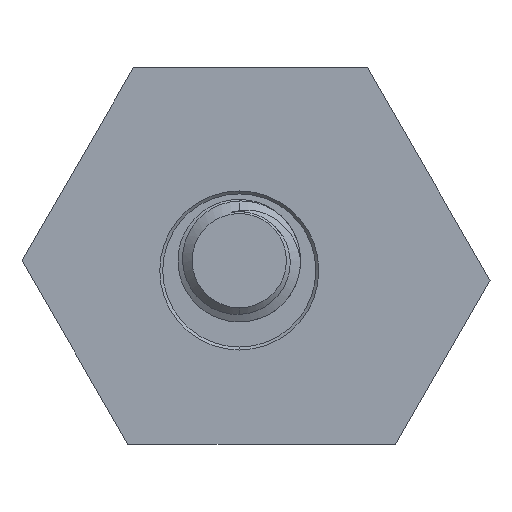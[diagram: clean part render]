
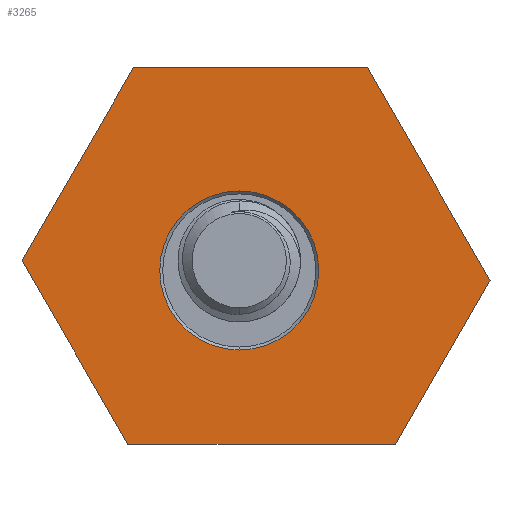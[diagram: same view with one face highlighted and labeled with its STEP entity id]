
A CAD part, front view. The second image highlights one B-rep face of the part: STEP entity #3265.
In plain terms, the highlighted planar face has unit normal (0, -1, 0).
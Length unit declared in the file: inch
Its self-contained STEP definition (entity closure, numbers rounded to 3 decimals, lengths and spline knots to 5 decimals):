
#114 = DIRECTION ( 'NONE',  ( 0., 0., -1. ) ) ;
#260 = DIRECTION ( 'NONE',  ( 0.5, 0., -0.866 ) ) ;
#364 = ORIENTED_EDGE ( 'NONE', *, *, #4585, .F. ) ;
#452 = AXIS2_PLACEMENT_3D ( 'NONE', #6202, #6155, #114 ) ;
#634 = VERTEX_POINT ( 'NONE', #4801 ) ;
#738 = CARTESIAN_POINT ( 'NONE',  ( -0.45461, 0., -0.70866 ) ) ;
#768 = EDGE_LOOP ( 'NONE', ( #8608, #7197 ) ) ;
#1033 = CARTESIAN_POINT ( 'NONE',  ( 0., 0., -0.3245 ) ) ;
#1103 = DIRECTION ( 'NONE',  ( -1., 0., 0. ) ) ;
#1134 = CARTESIAN_POINT ( 'NONE',  ( -0.88648, 0., 0.03937 ) ) ;
#1288 = EDGE_CURVE ( 'NONE', #8620, #2498, #4779, .T. ) ;
#1345 = ORIENTED_EDGE ( 'NONE', *, *, #8534, .F. ) ;
#1403 = DIRECTION ( 'NONE',  ( -0.5, 0., 0.866 ) ) ;
#1716 = ORIENTED_EDGE ( 'NONE', *, *, #5987, .F. ) ;
#2093 = EDGE_CURVE ( 'NONE', #5510, #634, #8351, .T. ) ;
#2127 = CARTESIAN_POINT ( 'NONE',  ( -0.43188, 0., 0.82677 ) ) ;
#2217 = AXIS2_PLACEMENT_3D ( 'NONE', #9314, #6273, #6934 ) ;
#2375 = VERTEX_POINT ( 'NONE', #1134 ) ;
#2377 = VECTOR ( 'NONE', #3735, 39.37008 ) ;
#2434 = LINE ( 'NONE', #7905, #4611 ) ;
#2465 = DIRECTION ( 'NONE',  ( 0., 0., -1. ) ) ;
#2476 = CARTESIAN_POINT ( 'NONE',  ( -0.45461, 0., -0.70866 ) ) ;
#2498 = VERTEX_POINT ( 'NONE', #738 ) ;
#2792 = CARTESIAN_POINT ( 'NONE',  ( 0.63645, 0., -0.70866 ) ) ;
#3265 = ADVANCED_FACE ( 'NONE', ( #7782, #3971 ), #6278, .T. ) ;
#3393 = ORIENTED_EDGE ( 'NONE', *, *, #6185, .F. ) ;
#3735 = DIRECTION ( 'NONE',  ( 0.5, 0., 0.866 ) ) ;
#3822 = CIRCLE ( 'NONE', #2217, 0.3245 ) ;
#3872 = DIRECTION ( 'NONE',  ( 0., -1., 0. ) ) ;
#3950 = VECTOR ( 'NONE', #9149, 39.37008 ) ;
#3971 = FACE_OUTER_BOUND ( 'NONE', #9456, .T. ) ;
#4071 = CARTESIAN_POINT ( 'NONE',  ( 1.02286, 0., -0.03937 ) ) ;
#4120 = LINE ( 'NONE', #7190, #7029 ) ;
#4385 = CARTESIAN_POINT ( 'NONE',  ( 0., 0., 0.3245 ) ) ;
#4403 = ORIENTED_EDGE ( 'NONE', *, *, #2093, .F. ) ;
#4489 = LINE ( 'NONE', #2127, #2377 ) ;
#4579 = CARTESIAN_POINT ( 'NONE',  ( 0.5228, 0., 0.82677 ) ) ;
#4585 = EDGE_CURVE ( 'NONE', #634, #5147, #2434, .T. ) ;
#4611 = VECTOR ( 'NONE', #260, 39.37008 ) ;
#4779 = LINE ( 'NONE', #2476, #5234 ) ;
#4801 = CARTESIAN_POINT ( 'NONE',  ( 0.5228, 0., 0.82677 ) ) ;
#5048 = ORIENTED_EDGE ( 'NONE', *, *, #1288, .F. ) ;
#5115 = VECTOR ( 'NONE', #5252, 39.37008 ) ;
#5147 = VERTEX_POINT ( 'NONE', #4071 ) ;
#5234 = VECTOR ( 'NONE', #1103, 39.37008 ) ;
#5252 = DIRECTION ( 'NONE',  ( -0.5, 0., -0.866 ) ) ;
#5510 = VERTEX_POINT ( 'NONE', #9161 ) ;
#5987 = EDGE_CURVE ( 'NONE', #2375, #5510, #4489, .T. ) ;
#6080 = CIRCLE ( 'NONE', #452, 0.3245 ) ;
#6155 = DIRECTION ( 'NONE',  ( 0., 1., 0. ) ) ;
#6185 = EDGE_CURVE ( 'NONE', #2498, #2375, #4120, .T. ) ;
#6202 = CARTESIAN_POINT ( 'NONE',  ( 0., 0., 0. ) ) ;
#6273 = DIRECTION ( 'NONE',  ( 0., 1., 0. ) ) ;
#6278 = PLANE ( 'NONE',  #6856 ) ;
#6485 = VERTEX_POINT ( 'NONE', #1033 ) ;
#6856 = AXIS2_PLACEMENT_3D ( 'NONE', #9319, #3872, #2465 ) ;
#6934 = DIRECTION ( 'NONE',  ( 0., 0., -1. ) ) ;
#7029 = VECTOR ( 'NONE', #1403, 39.37008 ) ;
#7190 = CARTESIAN_POINT ( 'NONE',  ( -0.88648, 0., 0.03937 ) ) ;
#7197 = ORIENTED_EDGE ( 'NONE', *, *, #7568, .T. ) ;
#7568 = EDGE_CURVE ( 'NONE', #9014, #6485, #3822, .T. ) ;
#7782 = FACE_BOUND ( 'NONE', #768, .T. ) ;
#7905 = CARTESIAN_POINT ( 'NONE',  ( 1.02286, 0., -0.03937 ) ) ;
#8212 = CARTESIAN_POINT ( 'NONE',  ( 0.63645, 0., -0.70866 ) ) ;
#8260 = LINE ( 'NONE', #2792, #5115 ) ;
#8351 = LINE ( 'NONE', #4579, #3950 ) ;
#8534 = EDGE_CURVE ( 'NONE', #5147, #8620, #8260, .T. ) ;
#8608 = ORIENTED_EDGE ( 'NONE', *, *, #8713, .T. ) ;
#8620 = VERTEX_POINT ( 'NONE', #8212 ) ;
#8713 = EDGE_CURVE ( 'NONE', #6485, #9014, #6080, .T. ) ;
#9014 = VERTEX_POINT ( 'NONE', #4385 ) ;
#9149 = DIRECTION ( 'NONE',  ( 1., 0., 0. ) ) ;
#9161 = CARTESIAN_POINT ( 'NONE',  ( -0.43188, 0., 0.82677 ) ) ;
#9314 = CARTESIAN_POINT ( 'NONE',  ( 0., 0., 0. ) ) ;
#9319 = CARTESIAN_POINT ( 'NONE',  ( 0., 0., 0. ) ) ;
#9456 = EDGE_LOOP ( 'NONE', ( #3393, #5048, #1345, #364, #4403, #1716 ) ) ;
